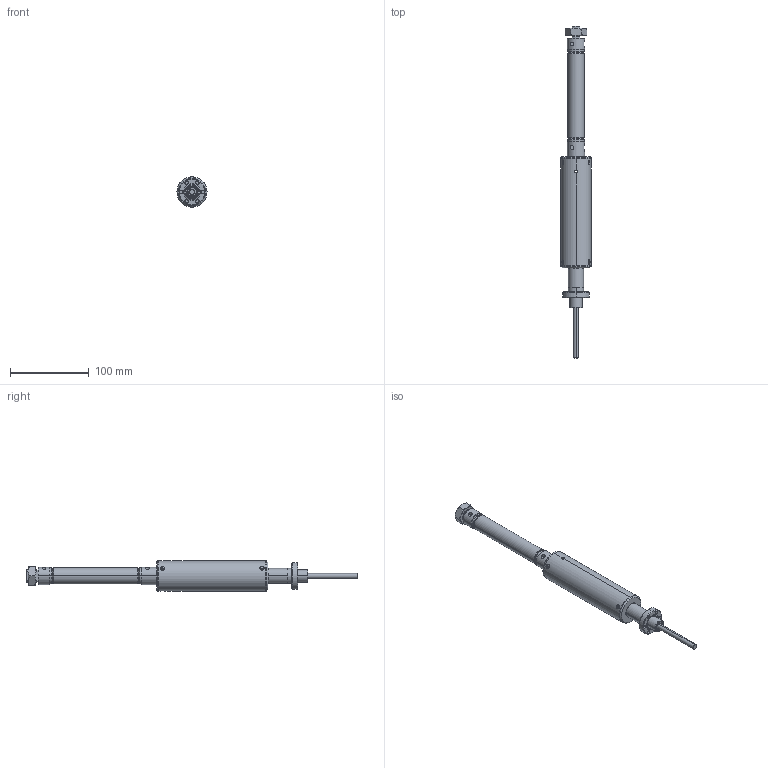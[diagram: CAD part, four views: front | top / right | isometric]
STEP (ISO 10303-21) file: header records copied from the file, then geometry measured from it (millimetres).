
FILE_DESCRIPTION (( 'STEP AP214' ), '1' );
FILE_NAME ('SN102074-01, FLMP-133-25-3.STEP', '2018-08-28T15:26:52', ( '' ), ( '' ), 'SwSTEP 2.0', 'SolidWorks 2010', '' );
FILE_SCHEMA (( 'AUTOMOTIVE_DESIGN' ));
Length unit declared in the file: inch
Products named in the file (1): SN102074-01, FLMP-133-25-3
Bounding box: 38.1 x 420.62 x 38.15 mm (x, y, z)
Surface area: 48369 mm2 (no closed solid volume)
Topology: 0 solids, 19 shells, 228 faces, 626 edges, 417 vertices
Faces by surface type: cylinder 85, plane 77, cone 58, torus 8
Entity records: 11266 total; most frequent: CARTESIAN_POINT 2464, DIRECTION 1269, ORIENTED_EDGE 1066, EDGE_CURVE 626, AXIS2_PLACEMENT_3D 486, VERTEX_POINT 417, VECTOR 297, LINE 297
